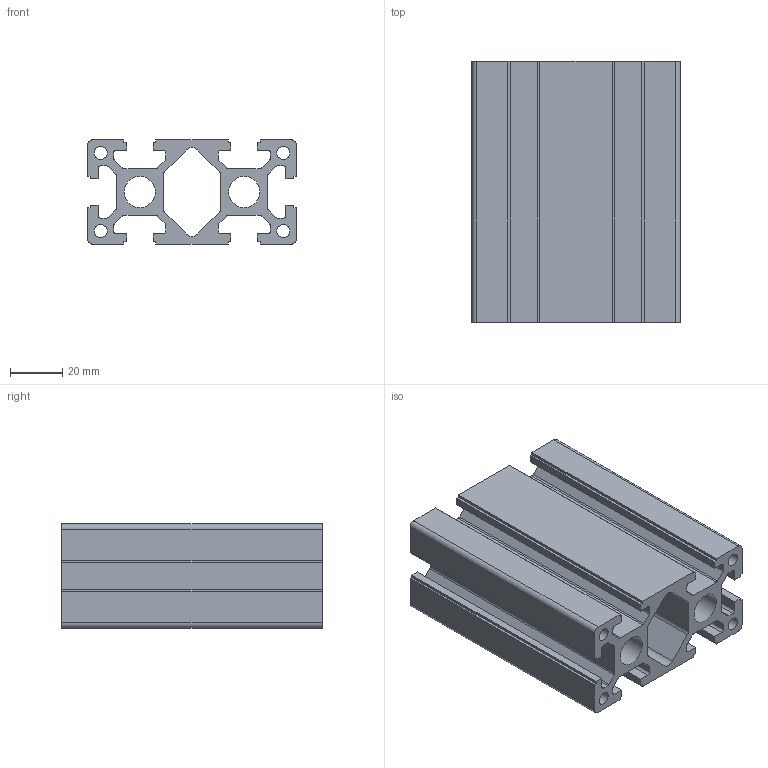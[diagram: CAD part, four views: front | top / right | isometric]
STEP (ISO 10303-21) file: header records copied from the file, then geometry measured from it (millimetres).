
FILE_DESCRIPTION(/* description */ (''),/* implementation_level */ '2;1');
FILE_NAME(/* name */ 'AST04008006H.step',/* time_stamp */ '2024-04-29T16:04:32+01:00',/* author */ ('project'),/* organization */ (''),/* preprocessor_version */ 'ST-DEVELOPER v19',/* originating_system */ 'Autodesk Inventor 2023',/* authorisation */ '');
FILE_SCHEMA (('AUTOMOTIVE_DESIGN { 1 0 10303 214 3 1 1 }'));
Length unit declared in the file: metre
Products named in the file (1): AST04008006H
Bounding box: 80 x 100 x 40 mm (x, y, z)
Volume: 131456.1 mm3; surface area: 70831.3 mm2
Topology: 1 solids, 1 shells, 148 faces, 438 edges, 292 vertices
Faces by surface type: plane 96, cylinder 52
Full cylindrical faces by diameter (mm): 5 x4, 12 x2
Entity records: 5026 total; most frequent: CARTESIAN_POINT 879, ORIENTED_EDGE 876, DIRECTION 840, EDGE_CURVE 438, LINE 334, VECTOR 334, VERTEX_POINT 292, AXIS2_PLACEMENT_3D 253
